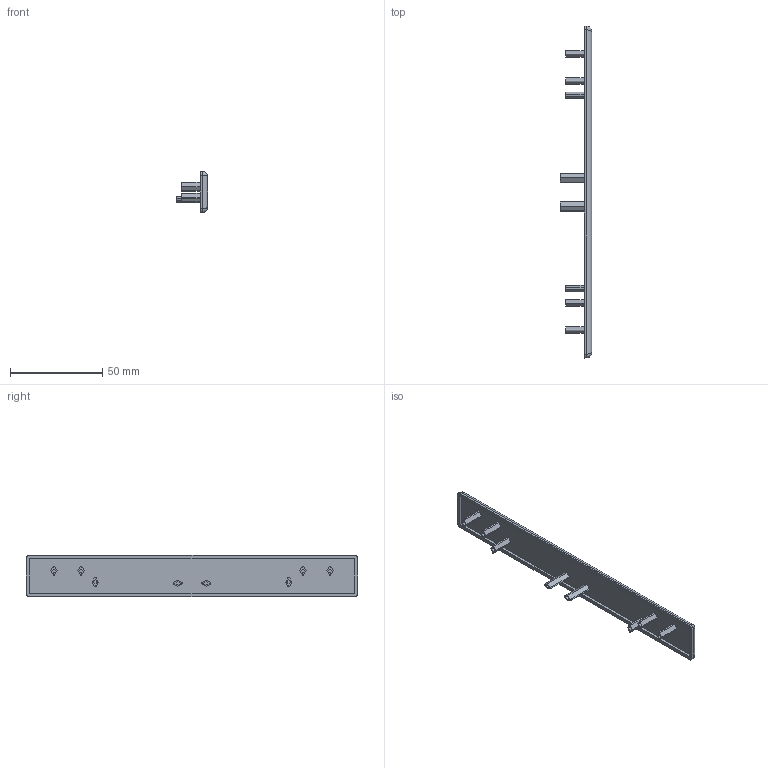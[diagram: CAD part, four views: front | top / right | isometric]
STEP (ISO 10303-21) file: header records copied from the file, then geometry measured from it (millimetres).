
FILE_DESCRIPTION(/* description */ ('KriTec Abdeckkappe 10 180x22,5 signalgrau'),/* implementation_level */ '2;1');
FILE_NAME(/* name */ '81389_KriTec_Abdeckkappe_10_180x22,5_schwarz_ESD.stp',/* time_stamp */ '2022-08-15T11:10:31+02:00',/* author */ ('jendrek'),/* organization */ (''),/* preprocessor_version */ 'ST-DEVELOPER v17',/* originating_system */ 'Autodesk Inventor 2018',/* authorisation */ '');
FILE_SCHEMA (('AUTOMOTIVE_DESIGN { 1 0 10303 214 3 1 1 }'));
Length unit declared in the file: millimetre
Products named in the file (1): 81389 KriTec Abdeckkappe 10 180x22,5 schwarz ESD
Bounding box: 17 x 180 x 22.5 mm (x, y, z)
Volume: 11120.5 mm3; surface area: 11667.5 mm2
Topology: 1 solids, 1 shells, 131 faces, 324 edges, 212 vertices
Faces by surface type: plane 91, cylinder 36, bspline 4
Entity records: 4273 total; most frequent: CARTESIAN_POINT 1064, DIRECTION 652, ORIENTED_EDGE 648, EDGE_CURVE 324, LINE 252, VECTOR 252, VERTEX_POINT 212, AXIS2_PLACEMENT_3D 200
